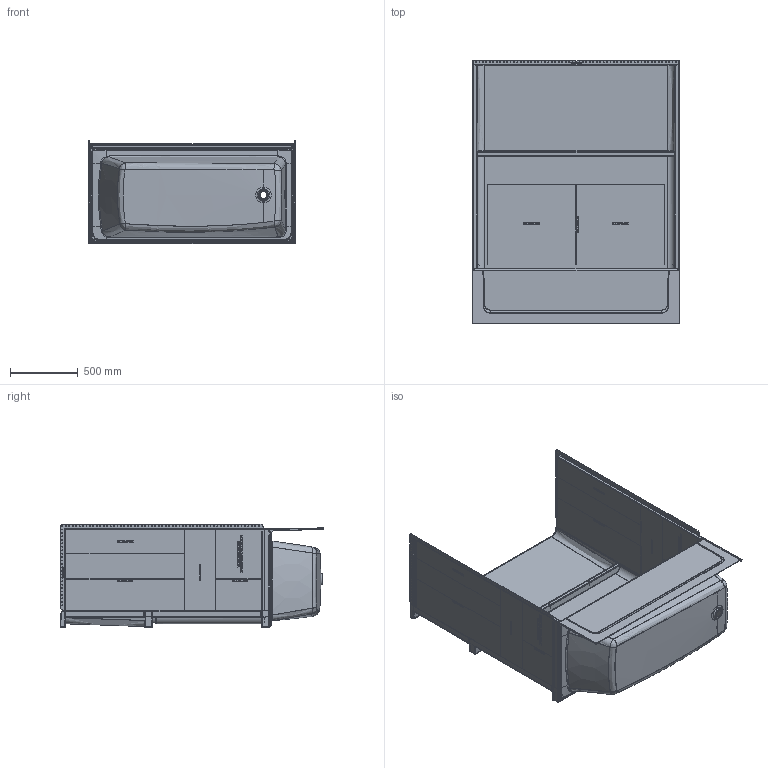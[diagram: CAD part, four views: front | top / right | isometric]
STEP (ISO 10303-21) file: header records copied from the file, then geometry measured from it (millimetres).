
FILE_DESCRIPTION (( 'STEP AP203' ), '1' );
FILE_NAME ('ABG Optima 6030 RH.STEP', '2024-12-06T20:37:46', ( '' ), ( '' ), 'SwSTEP 2.0', 'SolidWorks 2024', '' );
FILE_SCHEMA (( 'CONFIG_CONTROL_DESIGN' ));
Products named in the file (1): ABG Optima 6030 RH
Bounding box: 1524 x 1936.75 x 761.56 mm (x, y, z)
Volume: 26244651.1 mm3; surface area: 16586547.1 mm2
Topology: 5 solids, 5 shells, 7795 faces, 19027 edges, 11813 vertices
Faces by surface type: plane 3578, bspline 1580, torus 1150, cylinder 793, cone 568, sphere 126
Entity records: 308347 total; most frequent: CARTESIAN_POINT 135271, ORIENTED_EDGE 37854, DIRECTION 32865, EDGE_CURVE 18927, VERTEX_POINT 11813, AXIS2_PLACEMENT_3D 11048, LINE 10769, VECTOR 10769
